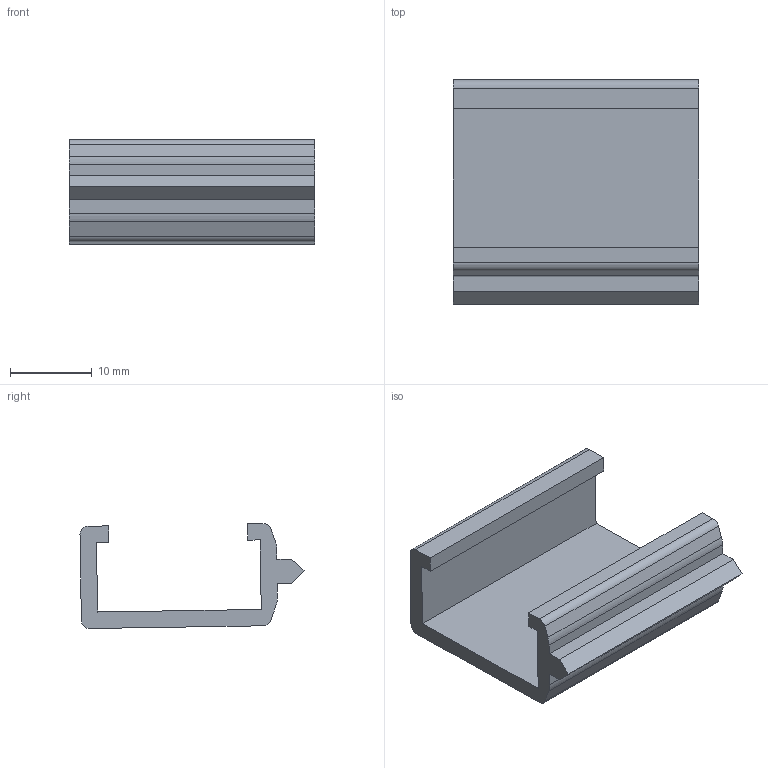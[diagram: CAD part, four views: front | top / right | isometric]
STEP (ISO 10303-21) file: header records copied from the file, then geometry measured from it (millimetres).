
FILE_DESCRIPTION(/* description */ (''),/* implementation_level */ '2;1');
FILE_NAME(/* name */ 'RealSense v1 v14.step',/* time_stamp */ '2017-08-30T15:47:05-04:00',/* author */ (''),/* organization */ (''),/* preprocessor_version */ 'ST-DEVELOPER v16.13',/* originating_system */ 'Autodesk Translation Framework v6.1.1.50',/* authorisation */ '');
FILE_SCHEMA (('AUTOMOTIVE_DESIGN { 1 0 10303 214 3 1 1 }'));
Length unit declared in the file: millimetre
Products named in the file (1): RealSense v1 v14
Bounding box: 30 x 27.37 x 12.83 mm (x, y, z)
Volume: 3006 mm3; surface area: 3258.7 mm2
Topology: 1 solids, 1 shells, 27 faces, 75 edges, 50 vertices
Faces by surface type: plane 21, cylinder 6
Entity records: 883 total; most frequent: CARTESIAN_POINT 153, ORIENTED_EDGE 150, DIRECTION 143, EDGE_CURVE 75, LINE 63, VECTOR 63, VERTEX_POINT 50, AXIS2_PLACEMENT_3D 40
